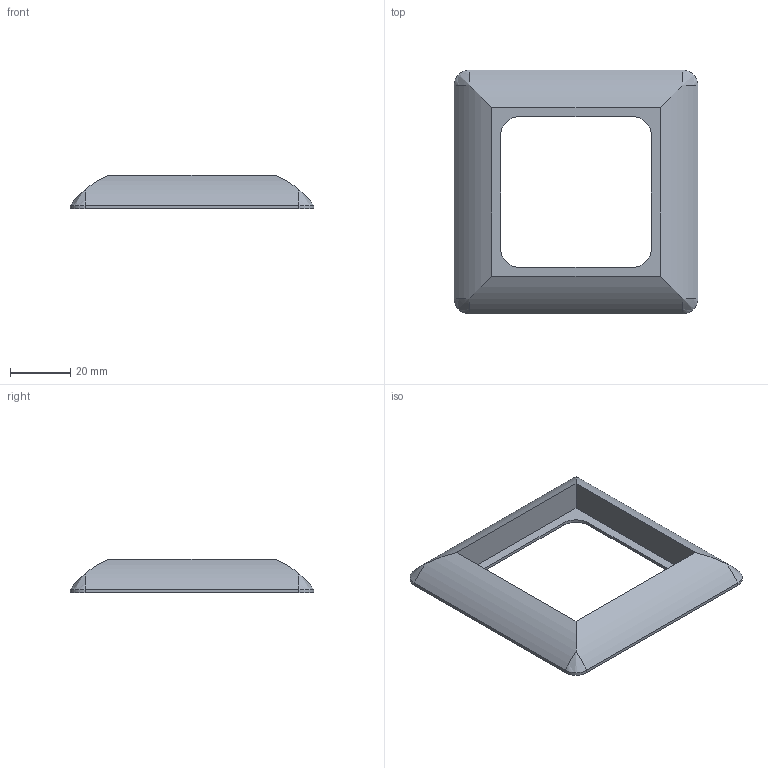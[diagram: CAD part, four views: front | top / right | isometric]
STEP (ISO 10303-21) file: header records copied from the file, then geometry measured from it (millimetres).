
FILE_DESCRIPTION(/* description */ (''),/* implementation_level */ '2;1');
FILE_NAME(/* name */ '626e6e71-4130-4b79-ad51-4e0d68738c97.stp',/* time_stamp */ '2025-06-24T10:50:16Z',/* author */ (''),/* organization */ (''),/* preprocessor_version */ 'ST-DEVELOPER v20.1',/* originating_system */ 'Autodesk Translation Framework v14.10.0.0',/* authorisation */ '');
FILE_SCHEMA (('AUTOMOTIVE_DESIGN { 1 0 10303 214 3 1 1 }'));
Length unit declared in the file: millimetre
Products named in the file (1): Afdekraam
Bounding box: 81 x 81 x 11 mm (x, y, z)
Volume: 23172.3 mm3; surface area: 11940.5 mm2
Topology: 1 solids, 1 shells, 30 faces, 76 edges, 44 vertices
Faces by surface type: plane 14, cylinder 12, bspline 4
Entity records: 921 total; most frequent: CARTESIAN_POINT 179, DIRECTION 154, ORIENTED_EDGE 144, EDGE_CURVE 72, AXIS2_PLACEMENT_3D 55, LINE 44, VECTOR 44, VERTEX_POINT 44
